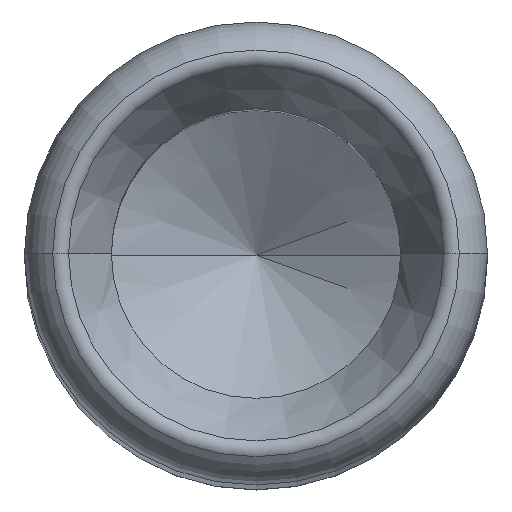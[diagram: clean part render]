
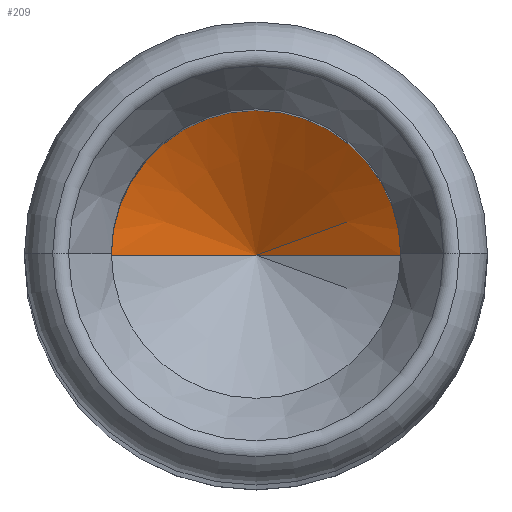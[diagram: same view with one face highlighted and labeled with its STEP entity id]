
A CAD part, top view. The second image highlights one B-rep face of the part: STEP entity #209.
In plain terms, the highlighted conical face has half-angle 59 degrees and reference radius 6.25 mm.
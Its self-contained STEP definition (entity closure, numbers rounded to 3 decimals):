
#4 = CARTESIAN_POINT ( 'NONE',  ( 0., 0., 90. ) ) ;
#43 = LINE ( 'NONE', #411, #509 ) ;
#45 = EDGE_LOOP ( 'NONE', ( #393, #685, #285 ) ) ;
#107 = DIRECTION ( 'NONE',  ( -0.857, 0., 0.515 ) ) ;
#109 = VECTOR ( 'NONE', #107, 1000. ) ;
#120 = CIRCLE ( 'NONE', #321, 6.25 ) ;
#131 = VERTEX_POINT ( 'NONE', #538 ) ;
#197 = CARTESIAN_POINT ( 'NONE',  ( -6.25, 0., 90. ) ) ;
#209 = ADVANCED_FACE ( 'NONE', ( #382 ), #670, .F. ) ;
#246 = DIRECTION ( 'NONE',  ( 1., 0., 0. ) ) ;
#285 = ORIENTED_EDGE ( 'NONE', *, *, #726, .T. ) ;
#321 = AXIS2_PLACEMENT_3D ( 'NONE', #4, #449, #575 ) ;
#382 = FACE_OUTER_BOUND ( 'NONE', #45, .T. ) ;
#393 = ORIENTED_EDGE ( 'NONE', *, *, #515, .F. ) ;
#396 = LINE ( 'NONE', #197, #109 ) ;
#408 = CARTESIAN_POINT ( 'NONE',  ( 0., 0., 90. ) ) ;
#411 = CARTESIAN_POINT ( 'NONE',  ( 6.25, 0., 90. ) ) ;
#447 = EDGE_CURVE ( 'NONE', #653, #691, #43, .T. ) ;
#449 = DIRECTION ( 'NONE',  ( 0., 0., 1. ) ) ;
#454 = CARTESIAN_POINT ( 'NONE',  ( 6.25, 0., 90. ) ) ;
#509 = VECTOR ( 'NONE', #591, 1000. ) ;
#515 = EDGE_CURVE ( 'NONE', #653, #131, #396, .T. ) ;
#520 = CARTESIAN_POINT ( 'NONE',  ( 0., 0., 86.245 ) ) ;
#533 = DIRECTION ( 'NONE',  ( 0., 0., 1. ) ) ;
#538 = CARTESIAN_POINT ( 'NONE',  ( -6.25, 0., 90. ) ) ;
#575 = DIRECTION ( 'NONE',  ( 1., 0., 0. ) ) ;
#585 = AXIS2_PLACEMENT_3D ( 'NONE', #408, #533, #246 ) ;
#591 = DIRECTION ( 'NONE',  ( 0.857, 0., 0.515 ) ) ;
#653 = VERTEX_POINT ( 'NONE', #520 ) ;
#670 = CONICAL_SURFACE ( 'NONE', #585, 6.25, 1.03 ) ;
#685 = ORIENTED_EDGE ( 'NONE', *, *, #447, .T. ) ;
#691 = VERTEX_POINT ( 'NONE', #454 ) ;
#726 = EDGE_CURVE ( 'NONE', #691, #131, #120, .T. ) ;
